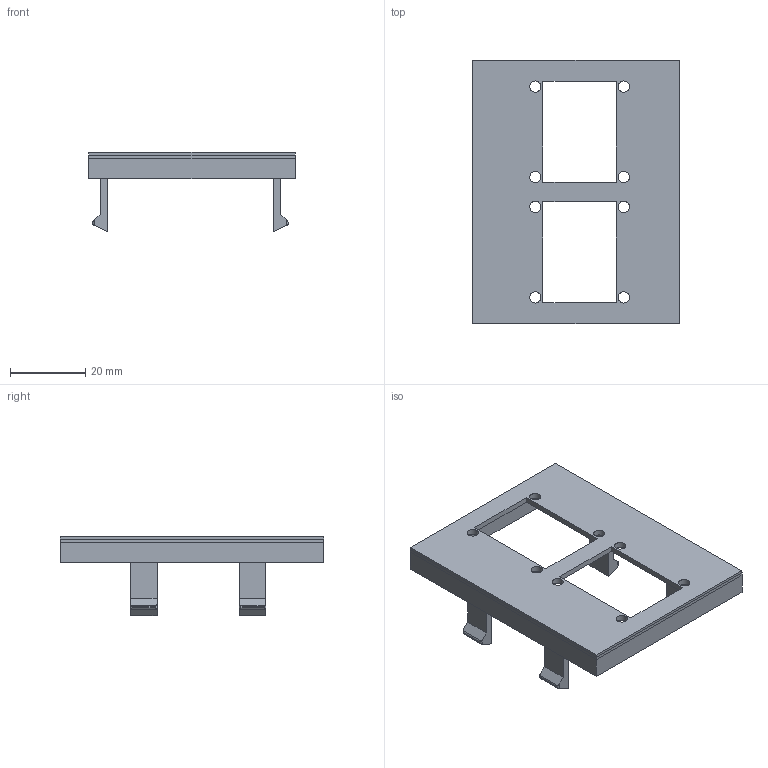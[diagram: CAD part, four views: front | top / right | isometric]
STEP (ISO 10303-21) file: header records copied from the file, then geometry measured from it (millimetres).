
FILE_DESCRIPTION(/* description */ (''),/* implementation_level */ '2;1');
FILE_NAME(/* name */ 'Water Testing Box v7.step',/* time_stamp */ '2024-08-21T17:50:37-07:00',/* author */ (''),/* organization */ (''),/* preprocessor_version */ 'ST-DEVELOPER v20',/* originating_system */ 'Autodesk Translation Framework v13.14.0.145',/* authorisation */ '');
FILE_SCHEMA (('AUTOMOTIVE_DESIGN { 1 0 10303 214 3 1 1 }'));
Length unit declared in the file: millimetre
Products named in the file (1): Water Testing Box
Bounding box: 54.82 x 69.9 x 21.02 mm (x, y, z)
Volume: 10895.8 mm3; surface area: 15083 mm2
Topology: 7 solids, 7 shells, 114 faces, 295 edges, 196 vertices
Faces by surface type: plane 90, cylinder 24
Full cylindrical faces by diameter (mm): 3 x8
Entity records: 3528 total; most frequent: CARTESIAN_POINT 606, ORIENTED_EDGE 590, DIRECTION 573, EDGE_CURVE 295, LINE 247, VECTOR 247, VERTEX_POINT 196, AXIS2_PLACEMENT_3D 163
